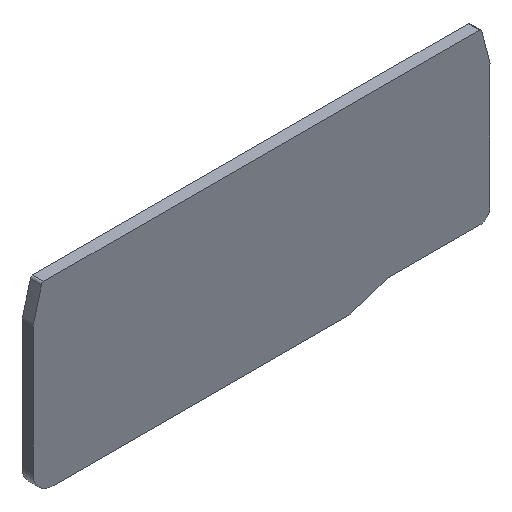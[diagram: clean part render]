
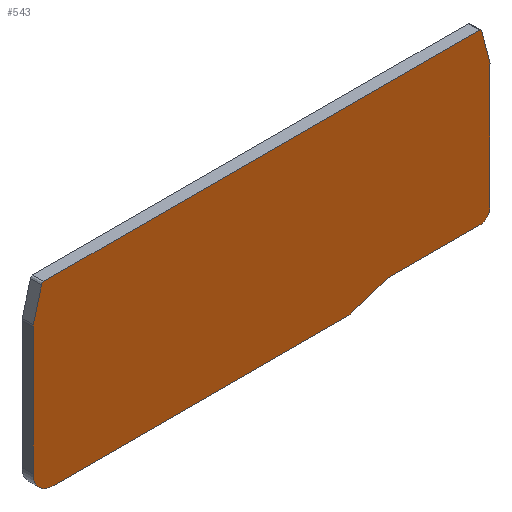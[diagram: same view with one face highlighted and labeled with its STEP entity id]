
A CAD part, isometric view. The second image highlights one B-rep face of the part: STEP entity #543.
In plain terms, the highlighted free-form (B-spline) face has degree [1, 1] with [2, 2] control points.
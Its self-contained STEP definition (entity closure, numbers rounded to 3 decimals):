
#25=CARTESIAN_POINT('',(-41.252,-1.581,-9.565));
#26=VERTEX_POINT('',#25);
#41=CARTESIAN_POINT('',(17.221,-1.581,-9.565));
#42=VERTEX_POINT('',#41);
#48=CARTESIAN_POINT('',(17.221,-1.581,-9.565));
#49=CARTESIAN_POINT('',(-41.252,-1.581,-9.565));
#50=B_SPLINE_CURVE_WITH_KNOTS('',1,(#48,#49),.POLYLINE_FORM.,.F.,.U.,(2,2),(0.24,1.),.UNSPECIFIED.);
#51=EDGE_CURVE('',#42,#26,#50,.T.);
#129=CARTESIAN_POINT('',(24.658,-1.581,-7.12));
#130=VERTEX_POINT('',#129);
#136=CARTESIAN_POINT('',(17.872,-1.581,-9.456));
#137=VERTEX_POINT('',#136);
#138=CARTESIAN_POINT('',(24.658,-1.581,-7.12));
#139=CARTESIAN_POINT('',(17.872,-1.581,-9.456));
#140=B_SPLINE_CURVE_WITH_KNOTS('',1,(#138,#139),.POLYLINE_FORM.,.F.,.U.,(2,2),(0.314,0.392),.UNSPECIFIED.);
#141=EDGE_CURVE('',#130,#137,#140,.T.);
#172=CARTESIAN_POINT('',(17.872,-1.581,-9.456));
#173=CARTESIAN_POINT('',(17.556,-1.581,-9.565));
#174=CARTESIAN_POINT('',(17.221,-1.581,-9.565));
#175=(BOUNDED_CURVE()B_SPLINE_CURVE(2,(#172,#173,#174),.CIRCULAR_ARC.,.F.,.U.)B_SPLINE_CURVE_WITH_KNOTS((3,3),(0.,1.),.UNSPECIFIED.)CURVE()GEOMETRIC_REPRESENTATION_ITEM()RATIONAL_B_SPLINE_CURVE((1.,0.986,1.))REPRESENTATION_ITEM(''));
#176=EDGE_CURVE('',#137,#42,#175,.T.);
#199=CARTESIAN_POINT('',(-43.58,-1.581,26.064));
#200=VERTEX_POINT('',#199);
#206=CARTESIAN_POINT('',(-43.097,-1.581,26.435));
#207=VERTEX_POINT('',#206);
#208=CARTESIAN_POINT('',(-43.58,-1.581,26.064));
#209=CARTESIAN_POINT('',(-43.481,-1.581,26.435));
#210=CARTESIAN_POINT('',(-43.097,-1.581,26.435));
#211=(BOUNDED_CURVE()B_SPLINE_CURVE(2,(#208,#209,#210),.CIRCULAR_ARC.,.F.,.U.)B_SPLINE_CURVE_WITH_KNOTS((3,3),(0.,1.),.UNSPECIFIED.)CURVE()GEOMETRIC_REPRESENTATION_ITEM()RATIONAL_B_SPLINE_CURVE((1.,0.793,1.))REPRESENTATION_ITEM(''));
#212=EDGE_CURVE('',#200,#207,#211,.T.);
#234=CARTESIAN_POINT('',(-45.201,-1.581,20.016));
#235=VERTEX_POINT('',#234);
#241=CARTESIAN_POINT('',(-45.201,-1.581,20.016));
#242=CARTESIAN_POINT('',(-43.58,-1.581,26.064));
#243=B_SPLINE_CURVE_WITH_KNOTS('',1,(#241,#242),.POLYLINE_FORM.,.F.,.U.,(2,2),(0.029,0.944),.UNSPECIFIED.);
#244=EDGE_CURVE('',#235,#200,#243,.T.);
#265=CARTESIAN_POINT('',(-45.252,-1.581,19.628));
#266=VERTEX_POINT('',#265);
#272=CARTESIAN_POINT('',(-45.252,-1.581,19.628));
#273=CARTESIAN_POINT('',(-45.252,-1.581,19.825));
#274=CARTESIAN_POINT('',(-45.201,-1.581,20.016));
#275=(BOUNDED_CURVE()B_SPLINE_CURVE(2,(#272,#273,#274),.CIRCULAR_ARC.,.F.,.U.)B_SPLINE_CURVE_WITH_KNOTS((3,3),(0.,1.),.UNSPECIFIED.)CURVE()GEOMETRIC_REPRESENTATION_ITEM()RATIONAL_B_SPLINE_CURVE((1.,0.991,1.))REPRESENTATION_ITEM(''));
#276=EDGE_CURVE('',#266,#235,#275,.T.);
#299=CARTESIAN_POINT('',(45.197,-1.581,20.016));
#300=VERTEX_POINT('',#299);
#306=CARTESIAN_POINT('',(45.248,-1.581,19.628));
#307=VERTEX_POINT('',#306);
#308=CARTESIAN_POINT('',(45.197,-1.581,20.016));
#309=CARTESIAN_POINT('',(45.248,-1.581,19.825));
#310=CARTESIAN_POINT('',(45.248,-1.581,19.628));
#311=(BOUNDED_CURVE()B_SPLINE_CURVE(2,(#308,#309,#310),.CIRCULAR_ARC.,.F.,.U.)B_SPLINE_CURVE_WITH_KNOTS((3,3),(0.,1.),.UNSPECIFIED.)CURVE()GEOMETRIC_REPRESENTATION_ITEM()RATIONAL_B_SPLINE_CURVE((1.,0.991,1.))REPRESENTATION_ITEM(''));
#312=EDGE_CURVE('',#300,#307,#311,.T.);
#334=CARTESIAN_POINT('',(43.577,-1.581,26.064));
#335=VERTEX_POINT('',#334);
#341=CARTESIAN_POINT('',(43.577,-1.581,26.064));
#342=CARTESIAN_POINT('',(45.197,-1.581,20.016));
#343=B_SPLINE_CURVE_WITH_KNOTS('',1,(#341,#342),.POLYLINE_FORM.,.F.,.U.,(2,2),(0.029,0.944),.UNSPECIFIED.);
#344=EDGE_CURVE('',#335,#300,#343,.T.);
#365=CARTESIAN_POINT('',(43.094,-1.581,26.435));
#366=VERTEX_POINT('',#365);
#372=CARTESIAN_POINT('',(43.094,-1.581,26.435));
#373=CARTESIAN_POINT('',(43.477,-1.581,26.435));
#374=CARTESIAN_POINT('',(43.577,-1.581,26.064));
#375=(BOUNDED_CURVE()B_SPLINE_CURVE(2,(#372,#373,#374),.CIRCULAR_ARC.,.F.,.U.)B_SPLINE_CURVE_WITH_KNOTS((3,3),(0.,1.),.UNSPECIFIED.)CURVE()GEOMETRIC_REPRESENTATION_ITEM()RATIONAL_B_SPLINE_CURVE((1.,0.793,1.))REPRESENTATION_ITEM(''));
#376=EDGE_CURVE('',#366,#335,#375,.T.);
#402=CARTESIAN_POINT('',(24.984,-1.581,-7.065));
#403=VERTEX_POINT('',#402);
#409=CARTESIAN_POINT('',(24.984,-1.581,-7.065));
#410=CARTESIAN_POINT('',(24.816,-1.581,-7.065));
#411=CARTESIAN_POINT('',(24.658,-1.581,-7.12));
#412=(BOUNDED_CURVE()B_SPLINE_CURVE(2,(#409,#410,#411),.CIRCULAR_ARC.,.F.,.U.)B_SPLINE_CURVE_WITH_KNOTS((3,3),(0.,1.),.UNSPECIFIED.)CURVE()GEOMETRIC_REPRESENTATION_ITEM()RATIONAL_B_SPLINE_CURVE((1.,0.986,1.))REPRESENTATION_ITEM(''));
#413=EDGE_CURVE('',#403,#130,#412,.T.);
#430=CARTESIAN_POINT('',(43.248,-1.581,-7.065));
#431=VERTEX_POINT('',#430);
#437=CARTESIAN_POINT('',(43.248,-1.581,-7.065));
#438=CARTESIAN_POINT('',(24.984,-1.581,-7.065));
#439=B_SPLINE_CURVE_WITH_KNOTS('',1,(#437,#438),.POLYLINE_FORM.,.F.,.U.,(2,2),(0.07,0.257),.UNSPECIFIED.);
#440=EDGE_CURVE('',#431,#403,#439,.T.);
#461=CARTESIAN_POINT('',(45.248,-1.581,-5.065));
#462=VERTEX_POINT('',#461);
#468=CARTESIAN_POINT('',(45.248,-1.581,-5.065));
#469=CARTESIAN_POINT('',(45.248,-1.581,-7.065));
#470=CARTESIAN_POINT('',(43.248,-1.581,-7.065));
#471=(BOUNDED_CURVE()B_SPLINE_CURVE(2,(#468,#469,#470),.CIRCULAR_ARC.,.F.,.U.)B_SPLINE_CURVE_WITH_KNOTS((3,3),(0.,1.),.UNSPECIFIED.)CURVE()GEOMETRIC_REPRESENTATION_ITEM()RATIONAL_B_SPLINE_CURVE((1.,0.707,1.))REPRESENTATION_ITEM(''));
#472=EDGE_CURVE('',#462,#431,#471,.T.);
#490=CARTESIAN_POINT('',(-45.252,-1.581,-5.565));
#491=VERTEX_POINT('',#490);
#497=CARTESIAN_POINT('',(-45.252,-1.581,-5.565));
#498=CARTESIAN_POINT('',(-45.252,-1.581,19.628));
#499=B_SPLINE_CURVE_WITH_KNOTS('',1,(#497,#498),.POLYLINE_FORM.,.F.,.U.,(2,2),(0.,0.992),.UNSPECIFIED.);
#500=EDGE_CURVE('',#491,#266,#499,.T.);
#506=CARTESIAN_POINT('',(-143.744,-1.581,-45.212));
#507=CARTESIAN_POINT('',(-143.744,-1.581,159.377));
#508=CARTESIAN_POINT('',(176.036,-1.581,-45.212));
#509=CARTESIAN_POINT('',(176.036,-1.581,159.377));
#510=B_SPLINE_SURFACE_WITH_KNOTS('',1,1,((#506,#507),(#508,#509)),.PLANE_SURF.,.F.,.F.,.U.,(2,2),(2,2),(0.,1.),(0.,1.),.UNSPECIFIED.);
#511=ORIENTED_EDGE('',*,*,#212,.F.);
#512=ORIENTED_EDGE('',*,*,#244,.F.);
#513=ORIENTED_EDGE('',*,*,#276,.F.);
#514=ORIENTED_EDGE('',*,*,#500,.F.);
#515=CARTESIAN_POINT('',(-45.252,-1.581,-5.565));
#516=CARTESIAN_POINT('',(-45.252,-1.581,-7.222));
#517=CARTESIAN_POINT('',(-42.909,-1.581,-9.565));
#518=CARTESIAN_POINT('',(-41.252,-1.581,-9.565));
#519=(BOUNDED_CURVE()B_SPLINE_CURVE(2,(#515,#516,#517,#518),.CIRCULAR_ARC.,.F.,.U.)B_SPLINE_CURVE_WITH_KNOTS((3,1,3),(0.,0.5,1.),.UNSPECIFIED.)CURVE()GEOMETRIC_REPRESENTATION_ITEM()RATIONAL_B_SPLINE_CURVE((1.,0.854,0.854,1.))REPRESENTATION_ITEM(''));
#520=EDGE_CURVE('',#491,#26,#519,.T.);
#521=ORIENTED_EDGE('',*,*,#520,.T.);
#522=ORIENTED_EDGE('',*,*,#51,.F.);
#523=ORIENTED_EDGE('',*,*,#176,.F.);
#524=ORIENTED_EDGE('',*,*,#141,.F.);
#525=ORIENTED_EDGE('',*,*,#413,.F.);
#526=ORIENTED_EDGE('',*,*,#440,.F.);
#527=ORIENTED_EDGE('',*,*,#472,.F.);
#528=CARTESIAN_POINT('',(45.248,-1.581,-5.065));
#529=CARTESIAN_POINT('',(45.248,-1.581,19.628));
#530=B_SPLINE_CURVE_WITH_KNOTS('',1,(#528,#529),.POLYLINE_FORM.,.F.,.U.,(2,2),(0.,0.925),.UNSPECIFIED.);
#531=EDGE_CURVE('',#462,#307,#530,.T.);
#532=ORIENTED_EDGE('',*,*,#531,.T.);
#533=ORIENTED_EDGE('',*,*,#312,.F.);
#534=ORIENTED_EDGE('',*,*,#344,.F.);
#535=ORIENTED_EDGE('',*,*,#376,.F.);
#536=CARTESIAN_POINT('',(43.094,-1.581,26.435));
#537=CARTESIAN_POINT('',(-43.097,-1.581,26.435));
#538=B_SPLINE_CURVE_WITH_KNOTS('',1,(#536,#537),.POLYLINE_FORM.,.F.,.U.,(2,2),(0.,1.),.UNSPECIFIED.);
#539=EDGE_CURVE('',#366,#207,#538,.T.);
#540=ORIENTED_EDGE('',*,*,#539,.T.);
#541=EDGE_LOOP('',(#511,#512,#513,#514,#521,#522,#523,#524,#525,#526,#527,#532,#533,#534,#535,#540));
#542=FACE_OUTER_BOUND('',#541,.T.);
#543=ADVANCED_FACE('',(#542),#510,.T.);
